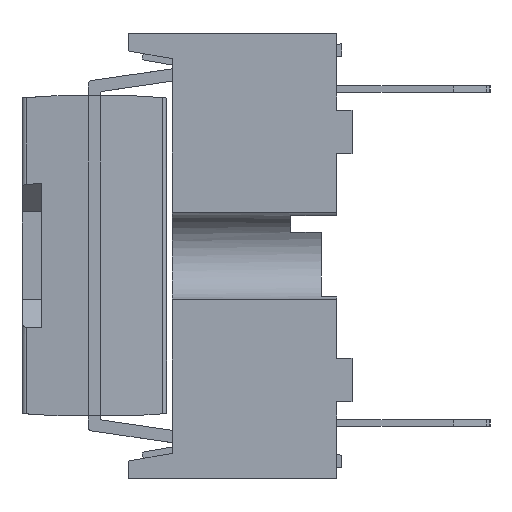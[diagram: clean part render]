
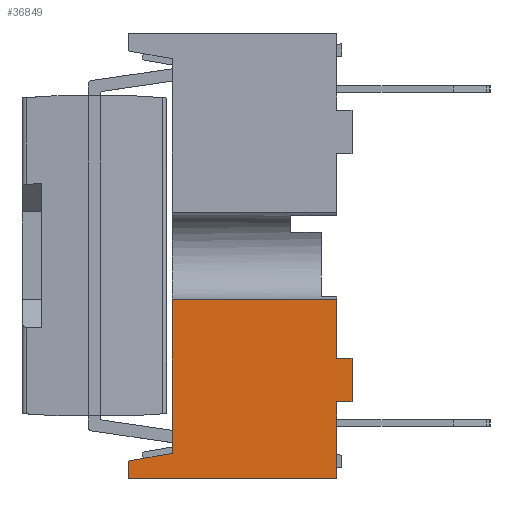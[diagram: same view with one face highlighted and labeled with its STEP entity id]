
A CAD part, left-side view. The second image highlights one B-rep face of the part: STEP entity #36849.
In plain terms, the highlighted planar face has unit normal (-1, 0, 0).
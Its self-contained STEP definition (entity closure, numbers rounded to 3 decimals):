
#196 = CARTESIAN_POINT ( 'NONE',  ( -17.78, -3.75, -2.33 ) ) ;
#518 = LINE ( 'NONE', #3872, #40647 ) ;
#587 = EDGE_CURVE ( 'NONE', #28223, #26159, #518, .T. ) ;
#812 = DIRECTION ( 'NONE',  ( 0., 0., -1. ) ) ;
#951 = DIRECTION ( 'NONE',  ( 0., -0.985, 0.174 ) ) ;
#1853 = VECTOR ( 'NONE', #15298, 1000. ) ;
#3872 = CARTESIAN_POINT ( 'NONE',  ( -17.78, 1., -5.08 ) ) ;
#4009 = EDGE_LOOP ( 'NONE', ( #6061, #18974, #17001, #36409, #13130, #31650, #9071, #4131, #31402, #23109 ) ) ;
#4131 = ORIENTED_EDGE ( 'NONE', *, *, #7732, .F. ) ;
#4266 = EDGE_CURVE ( 'NONE', #14047, #24521, #20990, .T. ) ;
#4708 = DIRECTION ( 'NONE',  ( 0., 1., 0. ) ) ;
#4793 = VECTOR ( 'NONE', #15571, 1000. ) ;
#5776 = LINE ( 'NONE', #18929, #4793 ) ;
#6061 = ORIENTED_EDGE ( 'NONE', *, *, #4266, .T. ) ;
#6106 = CARTESIAN_POINT ( 'NONE',  ( -17.78, -3.75, -3.33 ) ) ;
#7178 = DIRECTION ( 'NONE',  ( 0., 0., 1. ) ) ;
#7192 = DIRECTION ( 'NONE',  ( 0., 1., 0. ) ) ;
#7732 = EDGE_CURVE ( 'NONE', #31597, #11108, #28832, .T. ) ;
#8361 = LINE ( 'NONE', #15730, #1853 ) ;
#8546 = DIRECTION ( 'NONE',  ( 0., 1., 0. ) ) ;
#9071 = ORIENTED_EDGE ( 'NONE', *, *, #43769, .F. ) ;
#9428 = CARTESIAN_POINT ( 'NONE',  ( -17.78, 0., -1. ) ) ;
#10944 = LINE ( 'NONE', #24799, #35008 ) ;
#11108 = VERTEX_POINT ( 'NONE', #11520 ) ;
#11258 = EDGE_CURVE ( 'NONE', #24536, #28223, #27585, .T. ) ;
#11520 = CARTESIAN_POINT ( 'NONE',  ( -17.78, -4.1, -3.33 ) ) ;
#12102 = VERTEX_POINT ( 'NONE', #27381 ) ;
#13130 = ORIENTED_EDGE ( 'NONE', *, *, #587, .F. ) ;
#14047 = VERTEX_POINT ( 'NONE', #43265 ) ;
#14059 = CARTESIAN_POINT ( 'NONE',  ( -17.78, -2., -1. ) ) ;
#14898 = EDGE_CURVE ( 'NONE', #14047, #12102, #40502, .T. ) ;
#15298 = DIRECTION ( 'NONE',  ( 0., 0., 1. ) ) ;
#15571 = DIRECTION ( 'NONE',  ( 0., 1., 0. ) ) ;
#15730 = CARTESIAN_POINT ( 'NONE',  ( -17.78, 1., -4.68 ) ) ;
#16581 = CARTESIAN_POINT ( 'NONE',  ( -17.78, -4.1, -2.33 ) ) ;
#17001 = ORIENTED_EDGE ( 'NONE', *, *, #33907, .F. ) ;
#17459 = CARTESIAN_POINT ( 'NONE',  ( -17.78, 0., -4.504 ) ) ;
#17645 = CARTESIAN_POINT ( 'NONE',  ( -17.78, 0., 4.504 ) ) ;
#18171 = CARTESIAN_POINT ( 'NONE',  ( -17.78, -1.755, 0.029 ) ) ;
#18929 = CARTESIAN_POINT ( 'NONE',  ( -17.78, -3.75, -3.33 ) ) ;
#18969 = VECTOR ( 'NONE', #19473, 1000. ) ;
#18974 = ORIENTED_EDGE ( 'NONE', *, *, #28062, .F. ) ;
#19473 = DIRECTION ( 'NONE',  ( 0., -1., 0. ) ) ;
#20318 = VECTOR ( 'NONE', #7178, 1000. ) ;
#20737 = CARTESIAN_POINT ( 'NONE',  ( -17.78, -4.1, -2.33 ) ) ;
#20990 = LINE ( 'NONE', #14059, #27569 ) ;
#21107 = CARTESIAN_POINT ( 'NONE',  ( -17.78, -3.75, -5.08 ) ) ;
#22188 = VERTEX_POINT ( 'NONE', #41194 ) ;
#23109 = ORIENTED_EDGE ( 'NONE', *, *, #14898, .F. ) ;
#24017 = PLANE ( 'NONE',  #33803 ) ;
#24521 = VERTEX_POINT ( 'NONE', #9428 ) ;
#24536 = VERTEX_POINT ( 'NONE', #6106 ) ;
#24799 = CARTESIAN_POINT ( 'NONE',  ( -17.78, 0., -4.504 ) ) ;
#24834 = CARTESIAN_POINT ( 'NONE',  ( -17.78, -4.1, -3.33 ) ) ;
#26159 = VERTEX_POINT ( 'NONE', #29645 ) ;
#27381 = CARTESIAN_POINT ( 'NONE',  ( -17.78, -3.75, -2.33 ) ) ;
#27569 = VECTOR ( 'NONE', #4708, 1000. ) ;
#27585 = LINE ( 'NONE', #21107, #38439 ) ;
#28062 = EDGE_CURVE ( 'NONE', #33955, #24521, #40832, .T. ) ;
#28223 = VERTEX_POINT ( 'NONE', #42547 ) ;
#28832 = LINE ( 'NONE', #24834, #29433 ) ;
#29433 = VECTOR ( 'NONE', #32402, 1000. ) ;
#29645 = CARTESIAN_POINT ( 'NONE',  ( -17.78, 1., -5.08 ) ) ;
#31402 = ORIENTED_EDGE ( 'NONE', *, *, #43080, .F. ) ;
#31597 = VERTEX_POINT ( 'NONE', #20737 ) ;
#31650 = ORIENTED_EDGE ( 'NONE', *, *, #11258, .F. ) ;
#32208 = DIRECTION ( 'NONE',  ( -1., 0., 0. ) ) ;
#32402 = DIRECTION ( 'NONE',  ( 0., 0., -1. ) ) ;
#33803 = AXIS2_PLACEMENT_3D ( 'NONE', #18171, #32208, #8546 ) ;
#33907 = EDGE_CURVE ( 'NONE', #22188, #33955, #10944, .T. ) ;
#33955 = VERTEX_POINT ( 'NONE', #17459 ) ;
#35008 = VECTOR ( 'NONE', #951, 1000. ) ;
#36220 = VECTOR ( 'NONE', #37417, 1000. ) ;
#36409 = ORIENTED_EDGE ( 'NONE', *, *, #41433, .F. ) ;
#36849 = ADVANCED_FACE ( 'NONE', ( #37385 ), #24017, .T. ) ;
#37083 = LINE ( 'NONE', #16581, #18969 ) ;
#37385 = FACE_OUTER_BOUND ( 'NONE', #4009, .T. ) ;
#37417 = DIRECTION ( 'NONE',  ( 0., 0., -1. ) ) ;
#38439 = VECTOR ( 'NONE', #812, 1000. ) ;
#40502 = LINE ( 'NONE', #196, #36220 ) ;
#40647 = VECTOR ( 'NONE', #7192, 1000. ) ;
#40832 = LINE ( 'NONE', #17645, #20318 ) ;
#41194 = CARTESIAN_POINT ( 'NONE',  ( -17.78, 1., -4.68 ) ) ;
#41433 = EDGE_CURVE ( 'NONE', #26159, #22188, #8361, .T. ) ;
#42547 = CARTESIAN_POINT ( 'NONE',  ( -17.78, -3.75, -5.08 ) ) ;
#43080 = EDGE_CURVE ( 'NONE', #12102, #31597, #37083, .T. ) ;
#43265 = CARTESIAN_POINT ( 'NONE',  ( -17.78, -3.75, -1. ) ) ;
#43769 = EDGE_CURVE ( 'NONE', #11108, #24536, #5776, .T. ) ;
